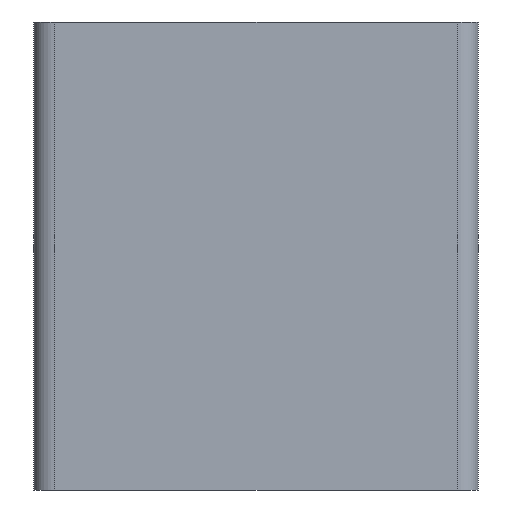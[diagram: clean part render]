
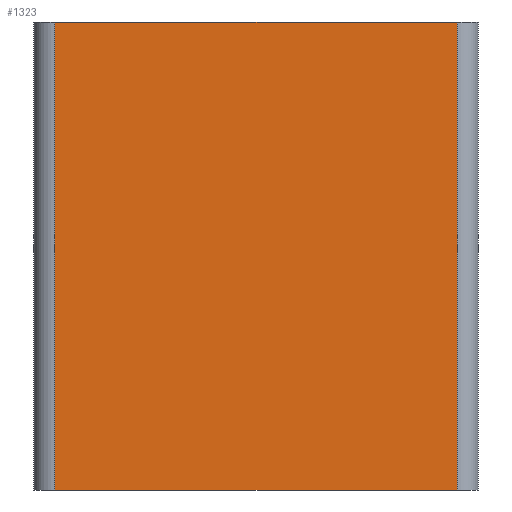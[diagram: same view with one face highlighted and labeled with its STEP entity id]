
A CAD part, front view. The second image highlights one B-rep face of the part: STEP entity #1323.
In plain terms, the highlighted planar face has unit normal (0, -1, 0).
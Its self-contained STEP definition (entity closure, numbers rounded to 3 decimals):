
#582=CARTESIAN_POINT('',(-43.,-25.,100.0));
#583=VERTEX_POINT('',#582);
#601=CARTESIAN_POINT('',(-43.,-25.,0.0));
#602=VERTEX_POINT('',#601);
#610=CARTESIAN_POINT('',(-43.,-25.,0.0));
#611=DIRECTION('',(0.0,0.0,1.0));
#612=VECTOR('',#611,100.0);
#613=LINE('',#610,#612);
#614=EDGE_CURVE('',#602,#583,#613,.T.);
#1274=CARTESIAN_POINT('',(43.,-25.,100.0));
#1275=VERTEX_POINT('',#1274);
#1283=CARTESIAN_POINT('',(43.,-25.,0.0));
#1284=VERTEX_POINT('',#1283);
#1285=CARTESIAN_POINT('',(43.,-25.,0.0));
#1286=DIRECTION('',(0.0,0.0,1.0));
#1287=VECTOR('',#1286,100.0);
#1288=LINE('',#1285,#1287);
#1289=EDGE_CURVE('',#1284,#1275,#1288,.T.);
#1302=CARTESIAN_POINT('',(43.,-25.,0.0));
#1303=DIRECTION('',(0.0,-1.0,0.0));
#1304=DIRECTION('',(0.0,0.0,-1.0));
#1305=AXIS2_PLACEMENT_3D('',#1302,#1303,#1304);
#1306=PLANE('',#1305);
#1307=CARTESIAN_POINT('',(43.,-25.,100.0));
#1308=DIRECTION('',(-1.0,0.0,0.0));
#1309=VECTOR('',#1308,86.0);
#1310=LINE('',#1307,#1309);
#1311=EDGE_CURVE('',#1275,#583,#1310,.T.);
#1312=ORIENTED_EDGE('',*,*,#1311,.T.);
#1313=ORIENTED_EDGE('',*,*,#614,.F.);
#1314=CARTESIAN_POINT('',(43.,-25.,0.0));
#1315=DIRECTION('',(-1.0,0.0,0.0));
#1316=VECTOR('',#1315,86.0);
#1317=LINE('',#1314,#1316);
#1318=EDGE_CURVE('',#1284,#602,#1317,.T.);
#1319=ORIENTED_EDGE('',*,*,#1318,.F.);
#1320=ORIENTED_EDGE('',*,*,#1289,.T.);
#1321=EDGE_LOOP('',(#1312,#1313,#1319,#1320));
#1322=FACE_OUTER_BOUND('',#1321,.T.);
#1323=ADVANCED_FACE('',(#1322),#1306,.T.);
